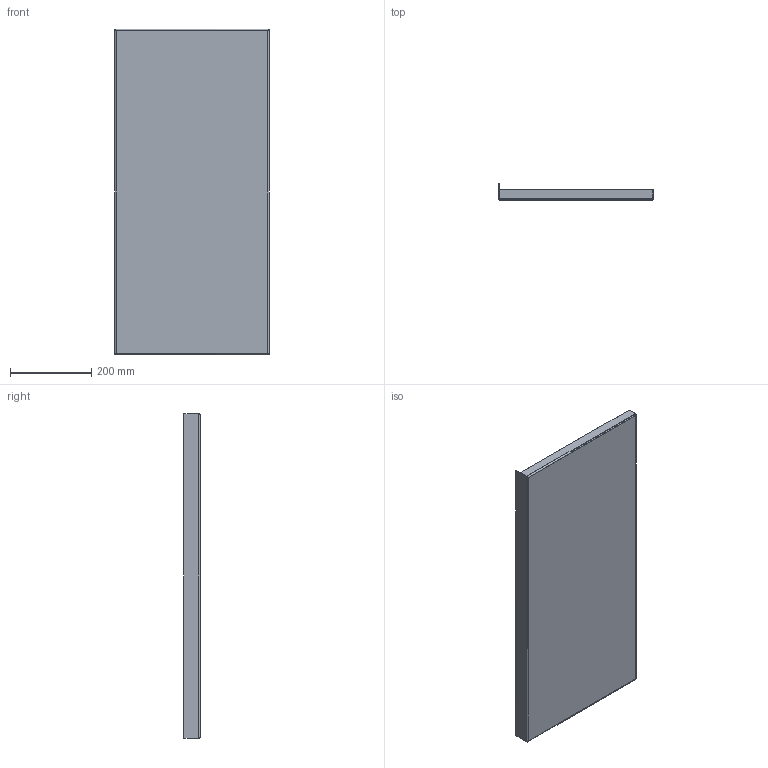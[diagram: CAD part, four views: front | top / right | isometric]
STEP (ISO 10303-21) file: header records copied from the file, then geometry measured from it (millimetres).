
FILE_DESCRIPTION(/* description */ (''),/* implementation_level */ '2;1');
FILE_NAME(/* name */ 'EinfachesTeilEinheitMeter.stp',/* time_stamp */ '2023-03-22T11:11:40+01:00',/* author */ ('stephan'),/* organization */ (''),/* preprocessor_version */ 'ST-DEVELOPER v19.2',/* originating_system */ 'Autodesk Inventor 2023',/* authorisation */ '');
FILE_SCHEMA (('AUTOMOTIVE_DESIGN { 1 0 10303 214 3 1 1 }'));
Length unit declared in the file: metre
Products named in the file (1): 369408-ZSB Schrank mit Schiebetüren
Bounding box: 380 x 40 x 800 mm (x, y, z)
Volume: 552471.2 mm3; surface area: 740518.1 mm2
Topology: 1 solids, 1 shells, 38 faces, 76 edges, 40 vertices
Faces by surface type: plane 22, cylinder 8, bspline 8
Entity records: 1192 total; most frequent: CARTESIAN_POINT 427, ORIENTED_EDGE 152, DIRECTION 122, EDGE_CURVE 76, LINE 60, VECTOR 60, VERTEX_POINT 40, FACE_OUTER_BOUND 38
